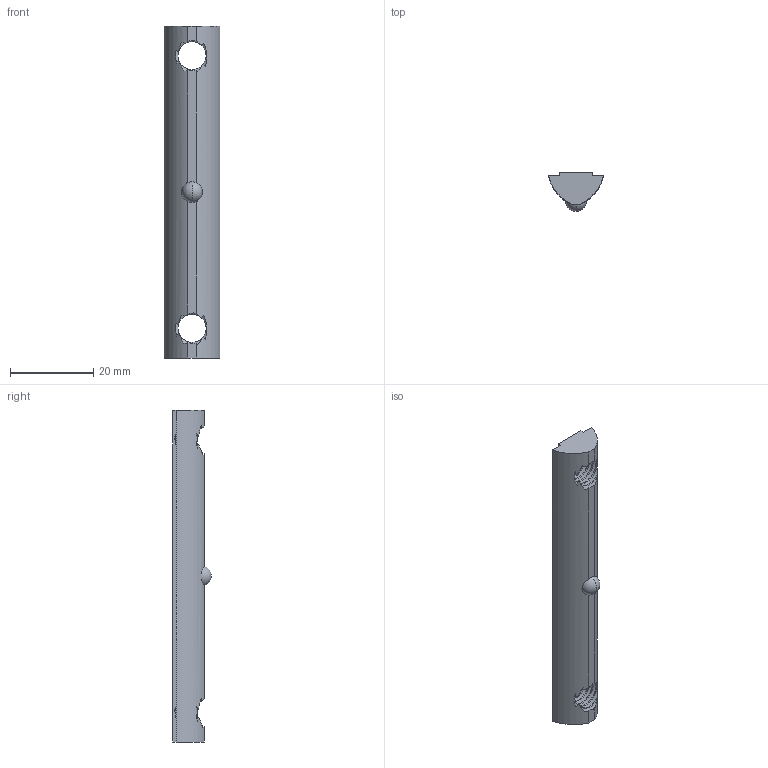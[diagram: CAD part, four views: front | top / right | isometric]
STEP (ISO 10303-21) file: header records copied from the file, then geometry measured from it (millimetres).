
FILE_DESCRIPTION (( 'STEP AP203' ), '1' );
FILE_NAME ('AL-2A17.E41A.01 Ñóõàðü ïàçîâûé ñ ôèêñàòîðîì ïàç 8, 80 ìì, Ì8.STEP', '2024-07-15T12:58:08', ( '' ), ( '' ), 'SwSTEP 2.0', 'SolidWorks 2021', '' );
FILE_SCHEMA (( 'CONFIG_CONTROL_DESIGN' ));
Length unit declared in the file: millimetre
Products named in the file (1): AL-2A17.E41A.01 Ñóõàðü ïàçîâûé ñ ôèêñàòîðîì ïàç 8, 80 ìì, Ì8
Bounding box: 13.3 x 9.3 x 80 mm (x, y, z)
Volume: 4975 mm3; surface area: 3438.5 mm2
Topology: 2 solids, 2 shells, 73 faces, 239 edges, 158 vertices
Faces by surface type: cylinder 32, bspline 26, plane 11, sphere 2, cone 2
Entity records: 9571 total; most frequent: CARTESIAN_POINT 7903, ORIENTED_EDGE 464, EDGE_CURVE 232, DIRECTION 188, VERTEX_POINT 155, B_SPLINE_CURVE_WITH_KNOTS 76, FACE_OUTER_BOUND 73, EDGE_LOOP 73
